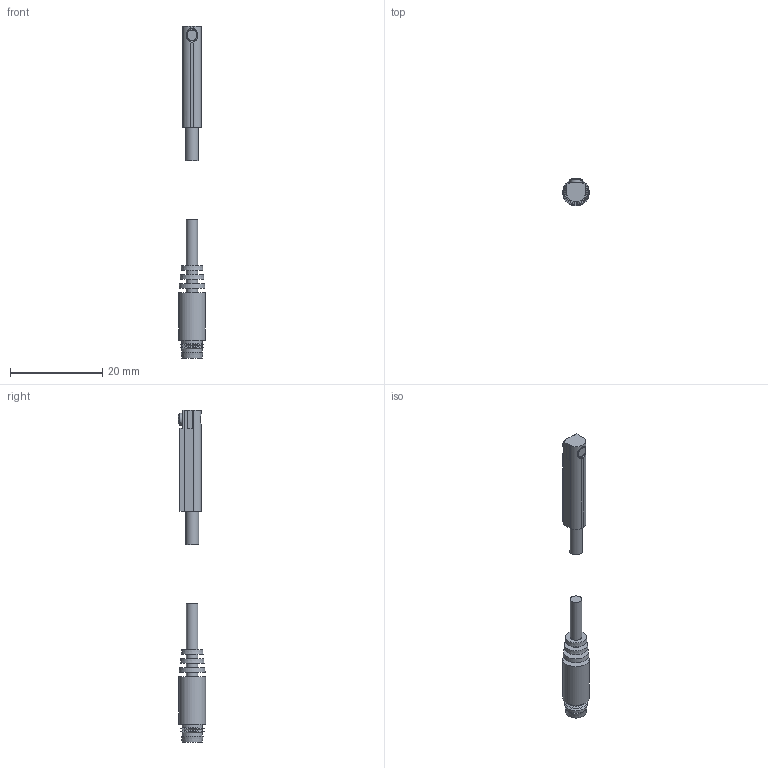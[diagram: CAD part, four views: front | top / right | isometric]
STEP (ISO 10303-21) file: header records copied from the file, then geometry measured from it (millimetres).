
FILE_DESCRIPTION( ( 'STEP AP203' ), '1' );
FILE_NAME( 'RCE1-QD.stp', '2020-05-28T11:59:24', ( 'License CC BY-ND 4.0' ), ( 'CADENAS' ), ' ', 'PARTsolutions', ' ' );
FILE_SCHEMA( ( 'CONFIG_CONTROL_DESIGN' ) );
Length unit declared in the file: millimetre
Products named in the file (3): RCE1-QD; _RCE1-QD-S; _QD: Connector
Assembly tree (2 placements, depth 2):
  RCE1-QD
    _RCE1-QD-S
    _QD: Connector
Bounding box: 5.83 x 5.91 x 72 mm (x, y, z)
Volume: 864.2 mm3; surface area: 1010.7 mm2
Topology: 2 solids, 2 shells, 76 faces, 173 edges, 113 vertices
Faces by surface type: plane 44, cylinder 19, cone 13
Full cylindrical faces by diameter (mm): 2.5 x4, 2.6 x2, 2.8 x1, 4.37 x3, 5.826 x1
Entity records: 2172 total; most frequent: CARTESIAN_POINT 419, DIRECTION 350, ORIENTED_EDGE 300, EDGE_CURVE 150, AXIS2_PLACEMENT_3D 133, VERTEX_POINT 110, EDGE_LOOP 108, FACE_OUTER_BOUND 87
